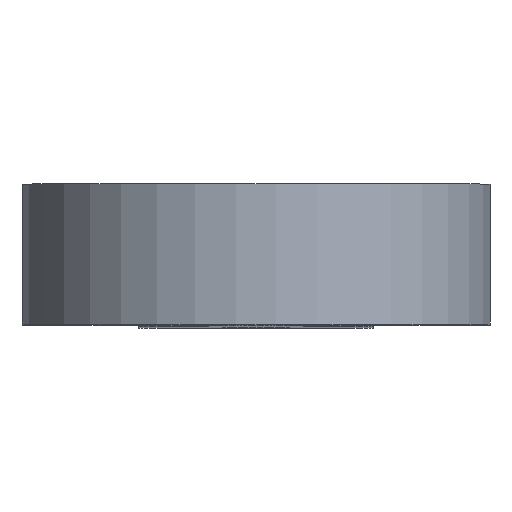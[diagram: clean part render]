
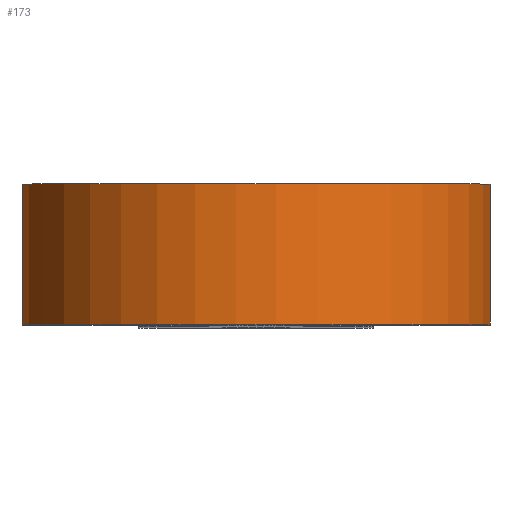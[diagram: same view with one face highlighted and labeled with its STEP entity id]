
A CAD part, top view. The second image highlights one B-rep face of the part: STEP entity #173.
In plain terms, the highlighted cylindrical face has radius 15.875 mm (diameter 31.75 mm), a partial arc.
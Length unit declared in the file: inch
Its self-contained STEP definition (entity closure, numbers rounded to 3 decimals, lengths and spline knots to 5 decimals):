
#128 = AXIS2_PLACEMENT_3D ( 'NONE', #528, #529, #530 ) ;
#130 = CIRCLE ( 'NONE', #128, 0.625 ) ;
#138 = VECTOR ( 'NONE', #495, 39.37008 ) ;
#173 = ADVANCED_FACE ( 'NONE', ( #371 ), #370, .T. ) ;
#196 = EDGE_CURVE ( 'NONE', #984, #991, #481, .T. ) ;
#198 = EDGE_CURVE ( 'NONE', #984, #992, #910, .T. ) ;
#200 = EDGE_CURVE ( 'NONE', #965, #992, #487, .T. ) ;
#211 = EDGE_CURVE ( 'NONE', #991, #965, #130, .T. ) ;
#312 = CARTESIAN_POINT ( 'NONE',  ( -0.1615, 0., 2.32623 ) ) ;
#313 = CARTESIAN_POINT ( 'NONE',  ( 0.1615, 0.375, 2.32623 ) ) ;
#363 = CARTESIAN_POINT ( 'NONE',  ( 0., 0.375, 2.93 ) ) ;
#366 = DIRECTION ( 'NONE',  ( 0., -1., 0. ) ) ;
#370 = CYLINDRICAL_SURFACE ( 'NONE', #888, 0.625 ) ;
#371 = FACE_OUTER_BOUND ( 'NONE', #1259, .T. ) ;
#373 = DIRECTION ( 'NONE',  ( 0., 0., -1. ) ) ;
#481 = LINE ( 'NONE', #482, #898 ) ;
#482 = CARTESIAN_POINT ( 'NONE',  ( -0.1615, 0.375, 2.32623 ) ) ;
#483 = DIRECTION ( 'NONE',  ( 0., -1., 0. ) ) ;
#487 = LINE ( 'NONE', #494, #138 ) ;
#489 = CARTESIAN_POINT ( 'NONE',  ( 0., 0.375, 2.93 ) ) ;
#490 = DIRECTION ( 'NONE',  ( 0., 1., 0. ) ) ;
#491 = DIRECTION ( 'NONE',  ( 0., 0., 1. ) ) ;
#494 = CARTESIAN_POINT ( 'NONE',  ( 0.1615, 0.375, 2.32623 ) ) ;
#495 = DIRECTION ( 'NONE',  ( 0., 1., 0. ) ) ;
#528 = CARTESIAN_POINT ( 'NONE',  ( 0., 0., 2.93 ) ) ;
#529 = DIRECTION ( 'NONE',  ( 0., 1., 0. ) ) ;
#530 = DIRECTION ( 'NONE',  ( 0., 0., 1. ) ) ;
#857 = CARTESIAN_POINT ( 'NONE',  ( 0.1615, 0., 2.32623 ) ) ;
#888 = AXIS2_PLACEMENT_3D ( 'NONE', #363, #366, #373 ) ;
#898 = VECTOR ( 'NONE', #483, 39.37008 ) ;
#910 = CIRCLE ( 'NONE', #915, 0.625 ) ;
#915 = AXIS2_PLACEMENT_3D ( 'NONE', #489, #490, #491 ) ;
#965 = VERTEX_POINT ( 'NONE', #857 ) ;
#984 = VERTEX_POINT ( 'NONE', #1048 ) ;
#991 = VERTEX_POINT ( 'NONE', #312 ) ;
#992 = VERTEX_POINT ( 'NONE', #313 ) ;
#1048 = CARTESIAN_POINT ( 'NONE',  ( -0.1615, 0.375, 2.32623 ) ) ;
#1165 = ORIENTED_EDGE ( 'NONE', *, *, #196, .T. ) ;
#1178 = ORIENTED_EDGE ( 'NONE', *, *, #211, .T. ) ;
#1179 = ORIENTED_EDGE ( 'NONE', *, *, #200, .T. ) ;
#1180 = ORIENTED_EDGE ( 'NONE', *, *, #198, .F. ) ;
#1259 = EDGE_LOOP ( 'NONE', ( #1178, #1179, #1180, #1165 ) ) ;
